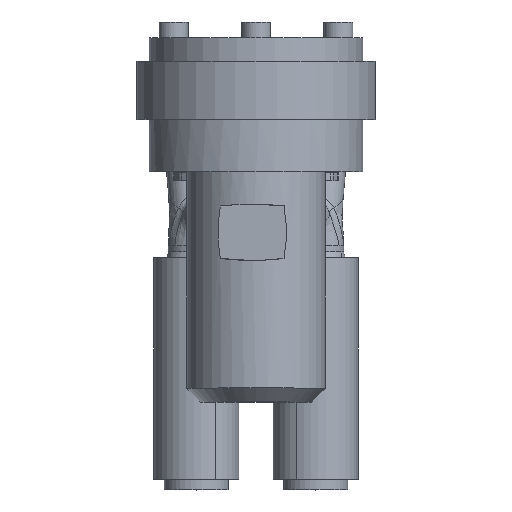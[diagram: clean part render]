
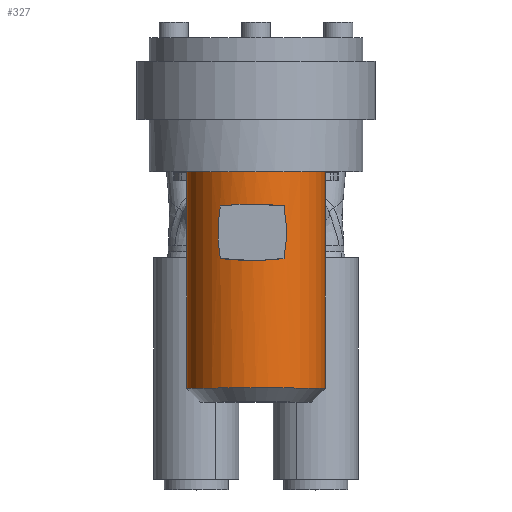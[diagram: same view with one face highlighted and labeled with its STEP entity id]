
A CAD part, top view. The second image highlights one B-rep face of the part: STEP entity #327.
In plain terms, the highlighted cylindrical face has radius 178.25 mm (diameter 356.5 mm), a partial arc.
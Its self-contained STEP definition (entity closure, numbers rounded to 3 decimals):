
#37=DIRECTION('',(0.,-1.,0.));
#38=VECTOR('',#37,557.);
#39=CARTESIAN_POINT('',(-178.23,-143.3,-0.051));
#40=LINE('',#39,#38);
#41=CARTESIAN_POINT('',(-92.123,-231.693,152.536));
#42=CARTESIAN_POINT('',(-93.074,-237.254,151.961));
#43=CARTESIAN_POINT('',(-94.741,-248.414,150.931));
#44=CARTESIAN_POINT('',(-96.537,-265.289,149.785));
#45=CARTESIAN_POINT('',(-97.617,-282.248,149.081));
#46=CARTESIAN_POINT('',(-97.977,-299.252,148.843));
#47=CARTESIAN_POINT('',(-97.615,-316.26,149.082));
#48=CARTESIAN_POINT('',(-96.527,-333.224,149.791));
#49=CARTESIAN_POINT('',(-94.714,-350.105,150.948));
#50=CARTESIAN_POINT('',(-93.022,-361.263,151.994));
#51=CARTESIAN_POINT('',(-92.053,-366.822,152.578));
#53=CARTESIAN_POINT('',(-92.053,-366.822,152.578));
#54=CARTESIAN_POINT('',(-88.86,-367.202,154.504));
#55=CARTESIAN_POINT('',(-82.345,-367.932,158.161));
#56=CARTESIAN_POINT('',(-72.197,-368.921,163.044));
#57=CARTESIAN_POINT('',(-61.771,-369.781,167.271));
#58=CARTESIAN_POINT('',(-51.157,-370.495,170.816));
#59=CARTESIAN_POINT('',(-40.269,-371.059,173.712));
#60=CARTESIAN_POINT('',(-28.685,-371.474,176.013));
#61=CARTESIAN_POINT('',(-16.067,-371.707,177.637));
#62=CARTESIAN_POINT('',(-2.087,-371.7,178.389));
#63=CARTESIAN_POINT('',(13.585,-371.36,177.943));
#64=CARTESIAN_POINT('',(31.28,-370.551,175.774));
#65=CARTESIAN_POINT('',(50.805,-369.132,171.251));
#66=CARTESIAN_POINT('',(64.968,-367.68,166.134));
#67=CARTESIAN_POINT('',(72.206,-366.818,162.928));
#69=CARTESIAN_POINT('',(72.206,-366.818,162.928));
#70=CARTESIAN_POINT('',(74.764,-351.884,161.795));
#71=CARTESIAN_POINT('',(78.157,-321.959,160.162));
#72=CARTESIAN_POINT('',(78.15,-276.445,160.166));
#73=CARTESIAN_POINT('',(74.747,-246.528,161.803));
#74=CARTESIAN_POINT('',(72.186,-231.6,162.937));
#76=CARTESIAN_POINT('',(72.186,-231.6,162.937));
#77=CARTESIAN_POINT('',(64.883,-230.746,166.17));
#78=CARTESIAN_POINT('',(50.604,-229.307,171.316));
#79=CARTESIAN_POINT('',(30.978,-227.907,175.83));
#80=CARTESIAN_POINT('',(13.227,-227.112,177.971));
#81=CARTESIAN_POINT('',(-2.466,-226.784,178.384));
#82=CARTESIAN_POINT('',(-16.432,-226.786,177.603));
#83=CARTESIAN_POINT('',(-29.023,-227.027,175.957));
#84=CARTESIAN_POINT('',(-40.565,-227.447,173.642));
#85=CARTESIAN_POINT('',(-51.409,-228.015,170.739));
#86=CARTESIAN_POINT('',(-61.975,-228.731,167.195));
#87=CARTESIAN_POINT('',(-72.361,-229.594,162.97));
#88=CARTESIAN_POINT('',(-82.46,-230.584,158.1));
#89=CARTESIAN_POINT('',(-88.945,-231.314,154.455));
#90=CARTESIAN_POINT('',(-92.123,-231.693,152.536));
#92=CARTESIAN_POINT('',(0.02,-700.3,
-0.051));
#93=DIRECTION('',(0.,-1.,0.));
#94=DIRECTION('',(1.,0.,0.));
#95=AXIS2_PLACEMENT_3D('',#92,#93,#94);
#97=DIRECTION('',(0.,-1.,0.));
#98=VECTOR('',#97,557.);
#99=CARTESIAN_POINT('',(178.27,-143.3,-0.051));
#100=LINE('',#99,#98);
#220=CARTESIAN_POINT('',(0.02,-143.3,-0.051));
#221=DIRECTION('',(0.,-1.,0.));
#222=DIRECTION('',(1.,0.,0.));
#223=AXIS2_PLACEMENT_3D('',#220,#221,#222);
#230=CARTESIAN_POINT('',(178.27,-143.3,-0.051));
#231=CARTESIAN_POINT('',(-178.23,-143.3,-0.051));
#232=VERTEX_POINT('',#230);
#233=VERTEX_POINT('',#231);
#238=VERTEX_POINT('',#41);
#239=VERTEX_POINT('',#51);
#240=VERTEX_POINT('',#67);
#241=VERTEX_POINT('',#74);
#246=CARTESIAN_POINT('',(-178.23,-700.3,
-0.051));
#247=CARTESIAN_POINT('',(178.27,-700.3,
-0.051));
#248=VERTEX_POINT('',#246);
#249=VERTEX_POINT('',#247);
#305=CARTESIAN_POINT('',(0.02,-143.3,-0.051));
#306=DIRECTION('',(0.,-1.,0.));
#307=DIRECTION('',(1.,0.,0.));
#308=AXIS2_PLACEMENT_3D('',#305,#306,#307);
#309=CYLINDRICAL_SURFACE('',#308,178.25);
#310=ORIENTED_EDGE('',*,*,#259,.T.);
#311=ORIENTED_EDGE('',*,*,#300,.F.);
#313=ORIENTED_EDGE('',*,*,#312,.F.);
#314=ORIENTED_EDGE('',*,*,#296,.T.);
#315=EDGE_LOOP('',(#310,#311,#313,#314));
#316=FACE_OUTER_BOUND('',#315,.F.);
#318=ORIENTED_EDGE('',*,*,#317,.T.);
#320=ORIENTED_EDGE('',*,*,#319,.T.);
#322=ORIENTED_EDGE('',*,*,#321,.T.);
#324=ORIENTED_EDGE('',*,*,#323,.T.);
#325=EDGE_LOOP('',(#318,#320,#322,#324));
#326=FACE_BOUND('',#325,.F.);
#327=ADVANCED_FACE('',(#316,#326),#309,.T.);
#52=B_SPLINE_CURVE_WITH_KNOTS('',3,(#41,#42,#43,#44,#45,#46,#47,#48,#49,#50,
#51),.UNSPECIFIED.,.F.,.F.,(4,1,1,1,1,1,1,1,4),(0.,0.125,0.25,0.375,
0.5,0.625,0.75,0.875,1.),.UNSPECIFIED.);
#68=B_SPLINE_CURVE_WITH_KNOTS('',3,(#53,#54,#55,#56,#57,#58,#59,#60,#61,#62,#63,
#64,#65,#66,#67),.UNSPECIFIED.,.F.,.F.,(4,1,1,1,1,1,1,1,1,1,1,1,4),(0.,
0.083,0.167,0.25,0.333,0.417,
0.5,0.583,0.667,0.75,0.833,
0.917,1.),.UNSPECIFIED.);
#75=B_SPLINE_CURVE_WITH_KNOTS('',3,(#69,#70,#71,#72,#73,#74),.UNSPECIFIED.,.F.,
.F.,(4,1,1,4),(0.,0.333,0.667,1.),.UNSPECIFIED.);
#91=B_SPLINE_CURVE_WITH_KNOTS('',3,(#76,#77,#78,#79,#80,#81,#82,#83,#84,#85,#86,
#87,#88,#89,#90),.UNSPECIFIED.,.F.,.F.,(4,1,1,1,1,1,1,1,1,1,1,1,4),(0.,
0.083,0.167,0.25,0.333,0.417,
0.5,0.583,0.667,0.75,0.833,
0.917,1.),.UNSPECIFIED.);
#96=CIRCLE('',#95,178.25);
#224=CIRCLE('',#223,178.25);
#259=EDGE_CURVE('',#249,#248,#96,.T.);
#296=EDGE_CURVE('',#232,#249,#100,.T.);
#300=EDGE_CURVE('',#233,#248,#40,.T.);
#312=EDGE_CURVE('',#232,#233,#224,.T.);
#317=EDGE_CURVE('',#238,#239,#52,.T.);
#319=EDGE_CURVE('',#239,#240,#68,.T.);
#321=EDGE_CURVE('',#240,#241,#75,.T.);
#323=EDGE_CURVE('',#241,#238,#91,.T.);
